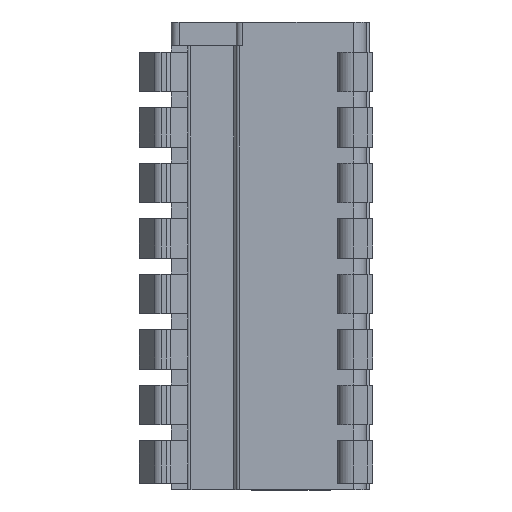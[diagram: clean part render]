
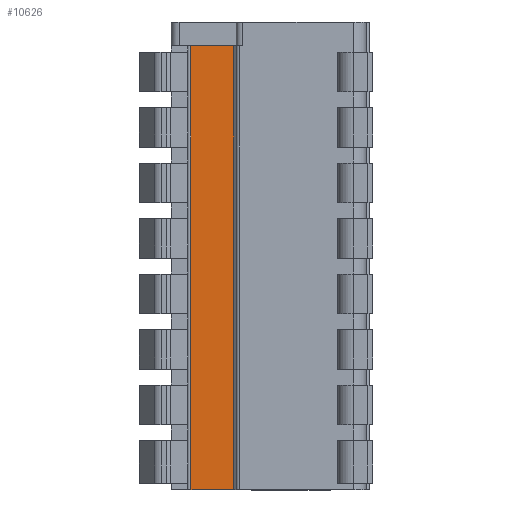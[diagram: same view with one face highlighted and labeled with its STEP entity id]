
A CAD part, top view. The second image highlights one B-rep face of the part: STEP entity #10626.
In plain terms, the highlighted planar face has unit normal (0, 0, 1).
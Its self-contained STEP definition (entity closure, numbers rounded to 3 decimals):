
#36=DIRECTION('',(1.,0.,0.));
#37=VECTOR('',#36,2.7);
#38=CARTESIAN_POINT('',(-4.12,0.,2.73));
#39=LINE('',#38,#37);
#1190=DIRECTION('',(1.,0.,0.));
#1191=VECTOR('',#1190,2.7);
#1192=CARTESIAN_POINT('',(-4.12,-28.,2.73));
#1193=LINE('',#1192,#1191);
#3664=DIRECTION('',(0.,-1.,0.));
#3665=VECTOR('',#3664,28.);
#3666=CARTESIAN_POINT('',(-4.12,0.,2.73));
#3667=LINE('',#3666,#3665);
#3668=DIRECTION('',(0.,-1.,0.));
#3669=VECTOR('',#3668,28.);
#3670=CARTESIAN_POINT('',(-1.42,0.,2.73));
#3671=LINE('',#3670,#3669);
#4673=CARTESIAN_POINT('',(-4.12,0.,2.73));
#4674=VERTEX_POINT('',#4673);
#4675=CARTESIAN_POINT('',(-1.42,0.,2.73));
#4676=VERTEX_POINT('',#4675);
#4711=CARTESIAN_POINT('',(-4.12,-28.,2.73));
#4712=VERTEX_POINT('',#4711);
#4713=CARTESIAN_POINT('',(-1.42,-28.,2.73));
#4714=VERTEX_POINT('',#4713);
#10614=CARTESIAN_POINT('',(-4.12,0.,2.73));
#10615=DIRECTION('',(0.,0.,1.));
#10616=DIRECTION('',(1.,0.,0.));
#10617=AXIS2_PLACEMENT_3D('',#10614,#10615,#10616);
#10618=PLANE('',#10617);
#10619=ORIENTED_EDGE('',*,*,#6103,.T.);
#10621=ORIENTED_EDGE('',*,*,#10620,.T.);
#10622=ORIENTED_EDGE('',*,*,#7084,.F.);
#10623=ORIENTED_EDGE('',*,*,#10607,.F.);
#10624=EDGE_LOOP('',(#10619,#10621,#10622,#10623));
#10625=FACE_OUTER_BOUND('',#10624,.F.);
#10626=ADVANCED_FACE('',(#10625),#10618,.T.);
#6103=EDGE_CURVE('',#4674,#4676,#39,.T.);
#7084=EDGE_CURVE('',#4712,#4714,#1193,.T.);
#10607=EDGE_CURVE('',#4674,#4712,#3667,.T.);
#10620=EDGE_CURVE('',#4676,#4714,#3671,.T.);
